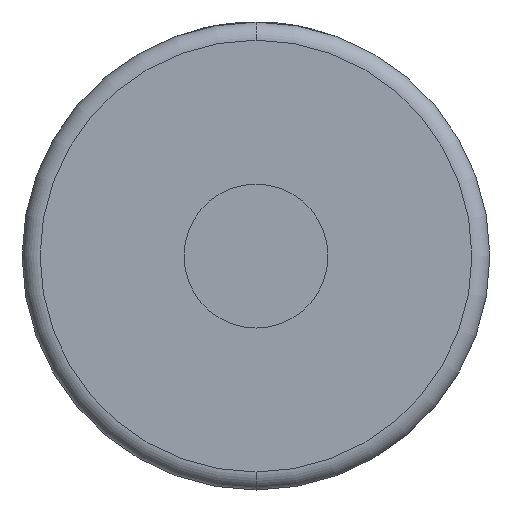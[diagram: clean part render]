
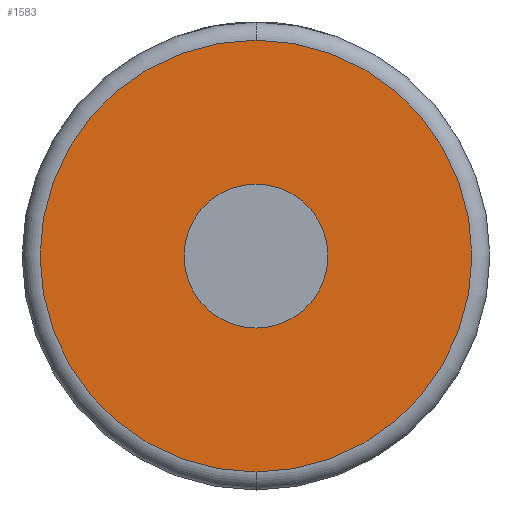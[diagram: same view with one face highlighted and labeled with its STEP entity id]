
A CAD part, front view. The second image highlights one B-rep face of the part: STEP entity #1583.
In plain terms, the highlighted planar face has unit normal (0, -1, 0).
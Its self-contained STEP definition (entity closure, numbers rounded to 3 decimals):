
#10 = DIRECTION ( 'NONE',  ( 0., -1., 0. ) ) ;
#89 = CARTESIAN_POINT ( 'NONE',  ( 0., 0., -12. ) ) ;
#102 = EDGE_CURVE ( 'NONE', #158, #343, #1030, .T. ) ;
#108 = DIRECTION ( 'NONE',  ( 0., 0., 1. ) ) ;
#119 = CARTESIAN_POINT ( 'NONE',  ( 0., 0., 0. ) ) ;
#158 = VERTEX_POINT ( 'NONE', #1515 ) ;
#272 = CIRCLE ( 'NONE', #2208, 12. ) ;
#282 = CARTESIAN_POINT ( 'NONE',  ( 0., 0., 0. ) ) ;
#307 = ORIENTED_EDGE ( 'NONE', *, *, #583, .F. ) ;
#343 = VERTEX_POINT ( 'NONE', #1877 ) ;
#375 = VERTEX_POINT ( 'NONE', #89 ) ;
#577 = ORIENTED_EDGE ( 'NONE', *, *, #796, .T. ) ;
#583 = EDGE_CURVE ( 'NONE', #343, #158, #1929, .T. ) ;
#650 = ORIENTED_EDGE ( 'NONE', *, *, #102, .F. ) ;
#787 = DIRECTION ( 'NONE',  ( 0., 1., 0. ) ) ;
#796 = EDGE_CURVE ( 'NONE', #1584, #375, #272, .T. ) ;
#955 = FACE_BOUND ( 'NONE', #1139, .T. ) ;
#978 = EDGE_LOOP ( 'NONE', ( #577, #2486 ) ) ;
#1030 = CIRCLE ( 'NONE', #3151, 4. ) ;
#1128 = CARTESIAN_POINT ( 'NONE',  ( 0., 0., 0. ) ) ;
#1139 = EDGE_LOOP ( 'NONE', ( #307, #650 ) ) ;
#1391 = AXIS2_PLACEMENT_3D ( 'NONE', #2993, #2471, #1471 ) ;
#1471 = DIRECTION ( 'NONE',  ( 0., 0., 1. ) ) ;
#1515 = CARTESIAN_POINT ( 'NONE',  ( 0., 0., -4. ) ) ;
#1527 = CARTESIAN_POINT ( 'NONE',  ( 0., 0., 0. ) ) ;
#1583 = ADVANCED_FACE ( 'NONE', ( #2917, #955 ), #2029, .F. ) ;
#1584 = VERTEX_POINT ( 'NONE', #2805 ) ;
#1877 = CARTESIAN_POINT ( 'NONE',  ( 0., 0., 4. ) ) ;
#1929 = CIRCLE ( 'NONE', #1391, 4. ) ;
#1994 = CIRCLE ( 'NONE', #2133, 12. ) ;
#2029 = PLANE ( 'NONE',  #2985 ) ;
#2133 = AXIS2_PLACEMENT_3D ( 'NONE', #119, #2893, #108 ) ;
#2208 = AXIS2_PLACEMENT_3D ( 'NONE', #1128, #2384, #2839 ) ;
#2384 = DIRECTION ( 'NONE',  ( 0., -1., 0. ) ) ;
#2471 = DIRECTION ( 'NONE',  ( 0., -1., 0. ) ) ;
#2486 = ORIENTED_EDGE ( 'NONE', *, *, #3081, .T. ) ;
#2512 = DIRECTION ( 'NONE',  ( 0., 0., 1. ) ) ;
#2805 = CARTESIAN_POINT ( 'NONE',  ( 0., 0., 12. ) ) ;
#2839 = DIRECTION ( 'NONE',  ( 0., 0., 1. ) ) ;
#2893 = DIRECTION ( 'NONE',  ( 0., -1., 0. ) ) ;
#2917 = FACE_OUTER_BOUND ( 'NONE', #978, .T. ) ;
#2985 = AXIS2_PLACEMENT_3D ( 'NONE', #282, #787, #3264 ) ;
#2993 = CARTESIAN_POINT ( 'NONE',  ( 0., 0., 0. ) ) ;
#3081 = EDGE_CURVE ( 'NONE', #375, #1584, #1994, .T. ) ;
#3151 = AXIS2_PLACEMENT_3D ( 'NONE', #1527, #10, #2512 ) ;
#3264 = DIRECTION ( 'NONE',  ( 0., 0., 1. ) ) ;
